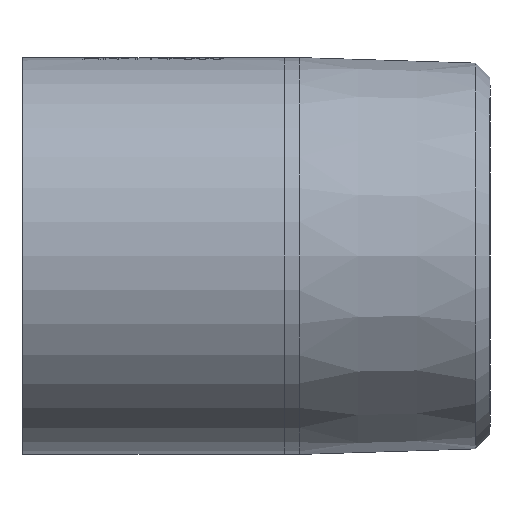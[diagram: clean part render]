
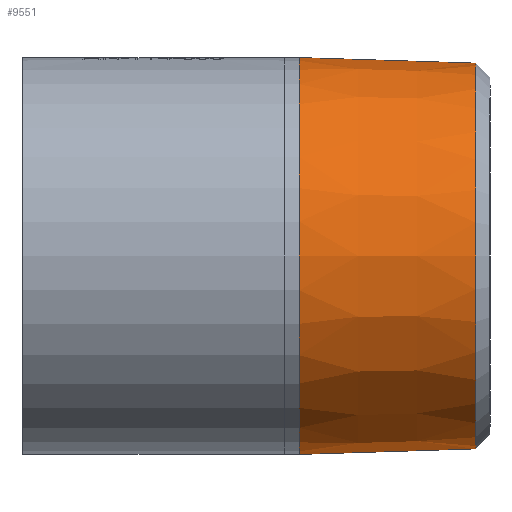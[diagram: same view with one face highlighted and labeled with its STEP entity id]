
A CAD part, front view. The second image highlights one B-rep face of the part: STEP entity #9551.
In plain terms, the highlighted conical face has half-angle 1.79 degrees and reference radius 20.955 mm.
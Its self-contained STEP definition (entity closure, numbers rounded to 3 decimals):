
#28 = FACE_OUTER_BOUND ( 'NONE', #2890, .T. ) ;
#489 = DIRECTION ( 'NONE',  ( 0., 0., 1. ) ) ;
#1214 = EDGE_CURVE ( 'NONE', #3647, #2339, #14516, .T. ) ;
#1530 = CONICAL_SURFACE ( 'NONE', #10014, 20.955, 0.031 ) ;
#1559 = CARTESIAN_POINT ( 'NONE',  ( 48.472, 0., 20.606 ) ) ;
#2046 = CIRCLE ( 'NONE', #14589, 20.606 ) ;
#2338 = DIRECTION ( 'NONE',  ( -1., 0., 0. ) ) ;
#2339 = VERTEX_POINT ( 'NONE', #2452 ) ;
#2452 = CARTESIAN_POINT ( 'NONE',  ( 29.62, 0., 21.195 ) ) ;
#2803 = DIRECTION ( 'NONE',  ( -1., 0., 0. ) ) ;
#2890 = EDGE_LOOP ( 'NONE', ( #4812, #7179, #15138, #8858 ) ) ;
#3645 = EDGE_CURVE ( 'NONE', #9680, #2339, #13588, .T. ) ;
#3647 = VERTEX_POINT ( 'NONE', #5664 ) ;
#4473 = DIRECTION ( 'NONE',  ( -1., 0., 0.031 ) ) ;
#4812 = ORIENTED_EDGE ( 'NONE', *, *, #11457, .F. ) ;
#4943 = DIRECTION ( 'NONE',  ( -1., 0., 0. ) ) ;
#5205 = AXIS2_PLACEMENT_3D ( 'NONE', #6214, #4943, #14377 ) ;
#5521 = CARTESIAN_POINT ( 'NONE',  ( 48.472, 0., -20.606 ) ) ;
#5664 = CARTESIAN_POINT ( 'NONE',  ( 29.62, 0., -21.195 ) ) ;
#6026 = DIRECTION ( 'NONE',  ( -1., 0., -0.031 ) ) ;
#6214 = CARTESIAN_POINT ( 'NONE',  ( 29.62, 0., 0. ) ) ;
#7179 = ORIENTED_EDGE ( 'NONE', *, *, #8130, .T. ) ;
#8130 = EDGE_CURVE ( 'NONE', #12507, #9680, #2046, .T. ) ;
#8312 = VECTOR ( 'NONE', #4473, 1000. ) ;
#8858 = ORIENTED_EDGE ( 'NONE', *, *, #1214, .F. ) ;
#9218 = DIRECTION ( 'NONE',  ( 0., 0., 1. ) ) ;
#9551 = ADVANCED_FACE ( 'NONE', ( #28 ), #1530, .T. ) ;
#9680 = VERTEX_POINT ( 'NONE', #1559 ) ;
#9940 = LINE ( 'NONE', #11846, #14306 ) ;
#10014 = AXIS2_PLACEMENT_3D ( 'NONE', #13951, #2338, #9218 ) ;
#11457 = EDGE_CURVE ( 'NONE', #12507, #3647, #9940, .T. ) ;
#11846 = CARTESIAN_POINT ( 'NONE',  ( 37.3, 0., -20.955 ) ) ;
#12507 = VERTEX_POINT ( 'NONE', #5521 ) ;
#13294 = CARTESIAN_POINT ( 'NONE',  ( 48.472, 0., 0. ) ) ;
#13588 = LINE ( 'NONE', #13872, #8312 ) ;
#13872 = CARTESIAN_POINT ( 'NONE',  ( 37.3, 0., 20.955 ) ) ;
#13951 = CARTESIAN_POINT ( 'NONE',  ( 37.3, 0., 0. ) ) ;
#14306 = VECTOR ( 'NONE', #6026, 1000. ) ;
#14377 = DIRECTION ( 'NONE',  ( 0., 0., 1. ) ) ;
#14516 = CIRCLE ( 'NONE', #5205, 21.195 ) ;
#14589 = AXIS2_PLACEMENT_3D ( 'NONE', #13294, #2803, #489 ) ;
#15138 = ORIENTED_EDGE ( 'NONE', *, *, #3645, .T. ) ;
